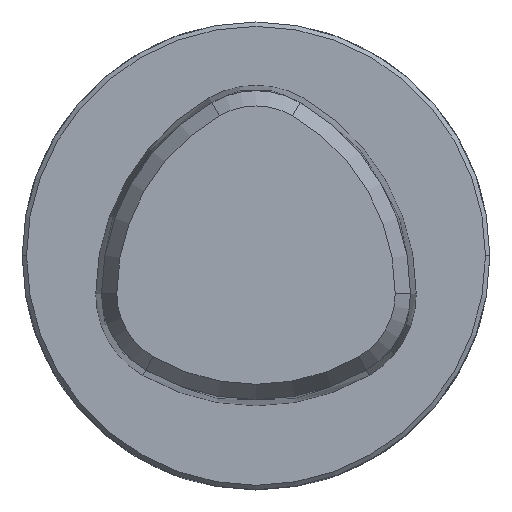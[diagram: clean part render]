
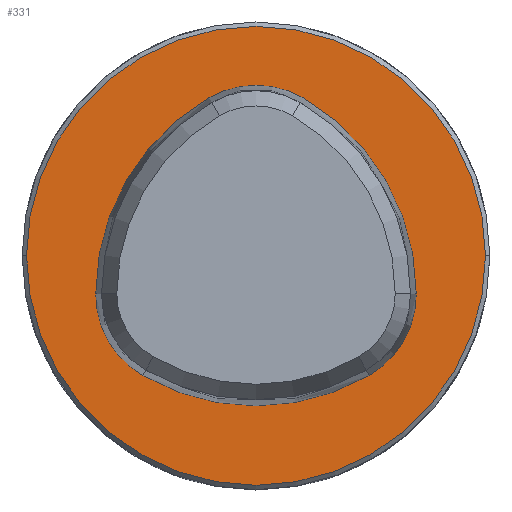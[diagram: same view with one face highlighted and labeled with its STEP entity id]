
A CAD part, top view. The second image highlights one B-rep face of the part: STEP entity #331.
In plain terms, the highlighted planar face has unit normal (0, 0, 1).
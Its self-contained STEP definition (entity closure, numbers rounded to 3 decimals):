
#90=FACE_BOUND('',#508,.T.);
#91=FACE_BOUND('',#509,.T.);
#331=ADVANCED_FACE('',(#90,#91),#377,.T.);
#377=PLANE('',#1456);
#508=EDGE_LOOP('',(#789,#790,#791,#792,#793,#794));
#509=EDGE_LOOP('',(#795,#796));
#789=ORIENTED_EDGE('',*,*,#1169,.F.);
#790=ORIENTED_EDGE('',*,*,#1170,.T.);
#791=ORIENTED_EDGE('',*,*,#1171,.T.);
#792=ORIENTED_EDGE('',*,*,#1172,.T.);
#793=ORIENTED_EDGE('',*,*,#1173,.T.);
#794=ORIENTED_EDGE('',*,*,#1174,.T.);
#795=ORIENTED_EDGE('',*,*,#1168,.T.);
#796=ORIENTED_EDGE('',*,*,#1165,.T.);
#1006=VERTEX_POINT('',#2510);
#1007=VERTEX_POINT('',#2511);
#1008=VERTEX_POINT('',#2518);
#1009=VERTEX_POINT('',#2519);
#1010=VERTEX_POINT('',#2521);
#1011=VERTEX_POINT('',#2523);
#1012=VERTEX_POINT('',#2525);
#1013=VERTEX_POINT('',#2527);
#1165=EDGE_CURVE('',#1006,#1007,#1276,.T.);
#1168=EDGE_CURVE('',#1007,#1006,#1277,.T.);
#1169=EDGE_CURVE('',#1008,#1009,#1278,.T.);
#1170=EDGE_CURVE('',#1008,#1010,#1279,.T.);
#1171=EDGE_CURVE('',#1010,#1011,#1280,.T.);
#1172=EDGE_CURVE('',#1011,#1012,#1281,.T.);
#1173=EDGE_CURVE('',#1012,#1013,#1282,.T.);
#1174=EDGE_CURVE('',#1013,#1009,#1283,.T.);
#1276=CIRCLE('',#1446,15.7);
#1277=CIRCLE('',#1448,15.7);
#1278=CIRCLE('',#1450,14.525);
#1279=CIRCLE('',#1451,5.475);
#1280=CIRCLE('',#1452,14.525);
#1281=CIRCLE('',#1453,5.475);
#1282=CIRCLE('',#1454,14.525);
#1283=CIRCLE('',#1455,5.475);
#1446=AXIS2_PLACEMENT_3D('',#2509,#1762,#1763);
#1448=AXIS2_PLACEMENT_3D('',#2515,#1768,#1769);
#1450=AXIS2_PLACEMENT_3D('',#2517,#1772,#1773);
#1451=AXIS2_PLACEMENT_3D('',#2520,#1774,#1775);
#1452=AXIS2_PLACEMENT_3D('',#2522,#1776,#1777);
#1453=AXIS2_PLACEMENT_3D('',#2524,#1778,#1779);
#1454=AXIS2_PLACEMENT_3D('',#2526,#1780,#1781);
#1455=AXIS2_PLACEMENT_3D('',#2528,#1782,#1783);
#1456=AXIS2_PLACEMENT_3D('',#2529,#1784,#1785);
#1762=DIRECTION('',(0.,0.,1.));
#1763=DIRECTION('',(1.,0.,0.));
#1768=DIRECTION('',(0.,0.,1.));
#1769=DIRECTION('',(1.,0.,0.));
#1772=DIRECTION('',(0.,0.,1.));
#1773=DIRECTION('',(1.,0.,0.));
#1774=DIRECTION('',(0.,0.,-1.));
#1775=DIRECTION('',(-1.,0.,0.));
#1776=DIRECTION('',(0.,0.,-1.));
#1777=DIRECTION('',(-1.,0.,0.));
#1778=DIRECTION('',(0.,0.,-1.));
#1779=DIRECTION('',(-1.,0.,0.));
#1780=DIRECTION('',(0.,0.,-1.));
#1781=DIRECTION('',(-1.,0.,0.));
#1782=DIRECTION('',(0.,0.,-1.));
#1783=DIRECTION('',(-1.,0.,0.));
#1784=DIRECTION('',(0.,0.,1.));
#1785=DIRECTION('',(-1.,0.,0.));
#2509=CARTESIAN_POINT('',(0.,0.,0.));
#2510=CARTESIAN_POINT('',(15.7,0.,0.));
#2511=CARTESIAN_POINT('',(-15.7,0.,0.));
#2515=CARTESIAN_POINT('',(0.,0.,0.));
#2517=CARTESIAN_POINT('',(-4.525,-2.612,0.));
#2518=CARTESIAN_POINT('',(10.,-2.612,0.));
#2519=CARTESIAN_POINT('',(2.738,9.966,0.));
#2520=CARTESIAN_POINT('',(4.525,-2.612,0.));
#2521=CARTESIAN_POINT('',(7.262,-7.354,0.));
#2522=CARTESIAN_POINT('',(0.,5.225,0.));
#2523=CARTESIAN_POINT('',(-7.262,-7.354,0.));
#2524=CARTESIAN_POINT('',(-4.525,-2.612,0.));
#2525=CARTESIAN_POINT('',(-10.,-2.612,0.));
#2526=CARTESIAN_POINT('',(4.525,-2.612,0.));
#2527=CARTESIAN_POINT('',(-2.738,9.966,0.));
#2528=CARTESIAN_POINT('',(0.,5.225,0.));
#2529=CARTESIAN_POINT('',(0.,0.,0.));
